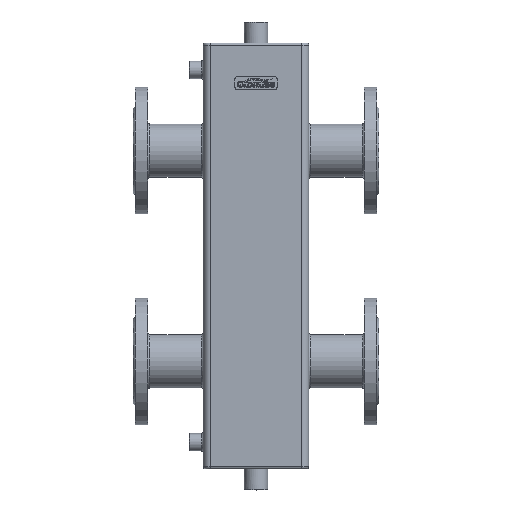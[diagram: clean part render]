
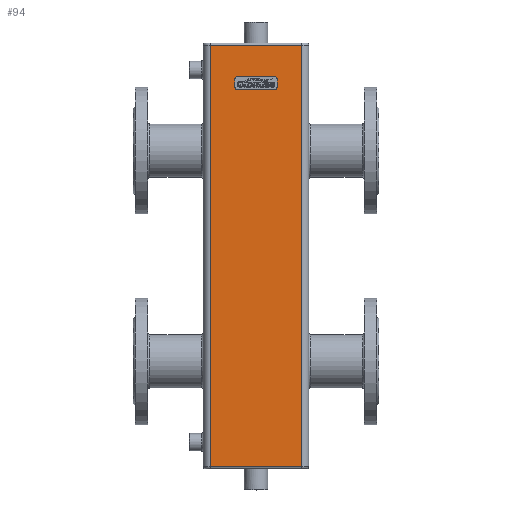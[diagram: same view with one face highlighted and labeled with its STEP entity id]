
A CAD part, top view. The second image highlights one B-rep face of the part: STEP entity #94.
In plain terms, the highlighted planar face has unit normal (0, 0, 1).
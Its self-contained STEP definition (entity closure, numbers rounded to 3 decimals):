
#94=ADVANCED_FACE('',(#6448,#6450),#6452,.T.);
#6448=FACE_BOUND('',#6449,.T.);
#6449=EDGE_LOOP('',(#26814,#26815,#26816,#26817));
#6450=FACE_BOUND('',#6451,.T.);
#6451=EDGE_LOOP('',(#26818,#26819,#26820,#26821,#26822,#26823,#26824,#26825));
#6452=PLANE('',#6453);
#6453=AXIS2_PLACEMENT_3D('',#6454,#6455,#6456);
#6454=CARTESIAN_POINT('',(-90.,0.,110.));
#6455=DIRECTION('',(0.,0.,1.));
#6456=DIRECTION('',(1.,0.,0.));
#26814=ORIENTED_EDGE('',*,*,#30134,.T.);
#26815=ORIENTED_EDGE('',*,*,#30136,.F.);
#26816=ORIENTED_EDGE('',*,*,#30126,.F.);
#26817=ORIENTED_EDGE('',*,*,#30137,.F.);
#26818=ORIENTED_EDGE('',*,*,#30138,.F.);
#26819=ORIENTED_EDGE('',*,*,#30139,.F.);
#26820=ORIENTED_EDGE('',*,*,#30140,.F.);
#26821=ORIENTED_EDGE('',*,*,#30141,.F.);
#26822=ORIENTED_EDGE('',*,*,#30142,.F.);
#26823=ORIENTED_EDGE('',*,*,#30143,.F.);
#26824=ORIENTED_EDGE('',*,*,#30144,.F.);
#26825=ORIENTED_EDGE('',*,*,#30145,.F.);
#30126=EDGE_CURVE('',#31796,#31797,#31798,.T.);
#30134=EDGE_CURVE('',#31811,#31809,#31812,.T.);
#30136=EDGE_CURVE('',#31797,#31809,#31814,.T.);
#30137=EDGE_CURVE('',#31811,#31796,#31815,.F.);
#30138=EDGE_CURVE('',#31816,#31817,#31818,.T.);
#30139=EDGE_CURVE('',#31819,#31816,#31820,.T.);
#30140=EDGE_CURVE('',#31821,#31819,#31822,.T.);
#30141=EDGE_CURVE('',#31823,#31821,#31824,.T.);
#30142=EDGE_CURVE('',#31825,#31823,#31826,.T.);
#30143=EDGE_CURVE('',#31827,#31825,#31828,.T.);
#30144=EDGE_CURVE('',#31829,#31827,#31830,.T.);
#30145=EDGE_CURVE('',#31817,#31829,#31831,.T.);
#31796=VERTEX_POINT('',#34766);
#31797=VERTEX_POINT('',#34767);
#31798=LINE('',#34768,#34769);
#31809=VERTEX_POINT('',#34797);
#31811=VERTEX_POINT('',#34802);
#31812=LINE('',#34803,#34804);
#31814=LINE('',#34810,#34811);
#31815=LINE('',#34813,#34814);
#31816=VERTEX_POINT('',#34816);
#31817=VERTEX_POINT('',#34817);
#31818=CIRCLE('',#34818,3.);
#31819=VERTEX_POINT('',#34822);
#31820=LINE('',#34823,#34824);
#31821=VERTEX_POINT('',#34826);
#31822=CIRCLE('',#34827,3.);
#31823=VERTEX_POINT('',#34831);
#31824=LINE('',#34832,#34833);
#31825=VERTEX_POINT('',#34835);
#31826=CIRCLE('',#34836,3.);
#31827=VERTEX_POINT('',#34840);
#31828=LINE('',#34841,#34842);
#31829=VERTEX_POINT('',#34844);
#31830=CIRCLE('',#34845,3.);
#31831=LINE('',#34849,#34850);
#34766=CARTESIAN_POINT('',(-90.,-1.,110.));
#34767=CARTESIAN_POINT('',(-90.,599.,110.));
#34768=CARTESIAN_POINT('',(-90.,-1.,110.));
#34769=VECTOR('',#34770,1.);
#34770=DIRECTION('',(0.,1.,0.));
#34797=CARTESIAN_POINT('',(40.,599.,110.));
#34802=CARTESIAN_POINT('',(40.,-1.,110.));
#34803=CARTESIAN_POINT('',(40.,-1.,110.));
#34804=VECTOR('',#34805,1.);
#34805=DIRECTION('',(0.,1.,0.));
#34810=CARTESIAN_POINT('',(-90.,599.,110.));
#34811=VECTOR('',#34812,1.);
#34812=DIRECTION('',(1.,0.,0.));
#34813=CARTESIAN_POINT('',(-90.,-1.,110.));
#34814=VECTOR('',#34815,1.);
#34815=DIRECTION('',(1.,0.,0.));
#34816=CARTESIAN_POINT('',(5.,551.,110.));
#34817=CARTESIAN_POINT('',(2.,554.,110.));
#34818=AXIS2_PLACEMENT_3D('',#34819,#34820,#34821);
#34819=CARTESIAN_POINT('',(2.,551.,110.));
#34820=DIRECTION('',(0.,0.,1.));
#34821=DIRECTION('',(1.,0.,0.));
#34822=CARTESIAN_POINT('',(5.,539.,110.));
#34823=CARTESIAN_POINT('',(5.,539.,110.));
#34824=VECTOR('',#34825,1.);
#34825=DIRECTION('',(0.,1.,0.));
#34826=CARTESIAN_POINT('',(2.,536.,110.));
#34827=AXIS2_PLACEMENT_3D('',#34828,#34829,#34830);
#34828=CARTESIAN_POINT('',(2.,539.,110.));
#34829=DIRECTION('',(0.,0.,1.));
#34830=DIRECTION('',(0.,-1.,0.));
#34831=CARTESIAN_POINT('',(-52.,536.,110.));
#34832=CARTESIAN_POINT('',(-52.,536.,110.));
#34833=VECTOR('',#34834,1.);
#34834=DIRECTION('',(1.,0.,0.));
#34835=CARTESIAN_POINT('',(-55.,539.,110.));
#34836=AXIS2_PLACEMENT_3D('',#34837,#34838,#34839);
#34837=CARTESIAN_POINT('',(-52.,539.,110.));
#34838=DIRECTION('',(0.,0.,1.));
#34839=DIRECTION('',(-1.,0.,0.));
#34840=CARTESIAN_POINT('',(-55.,551.,110.));
#34841=CARTESIAN_POINT('',(-55.,551.,110.));
#34842=VECTOR('',#34843,1.);
#34843=DIRECTION('',(0.,-1.,0.));
#34844=CARTESIAN_POINT('',(-52.,554.,110.));
#34845=AXIS2_PLACEMENT_3D('',#34846,#34847,#34848);
#34846=CARTESIAN_POINT('',(-52.,551.,110.));
#34847=DIRECTION('',(0.,0.,1.));
#34848=DIRECTION('',(0.,1.,0.));
#34849=CARTESIAN_POINT('',(2.,554.,110.));
#34850=VECTOR('',#34851,1.);
#34851=DIRECTION('',(-1.,0.,0.));
